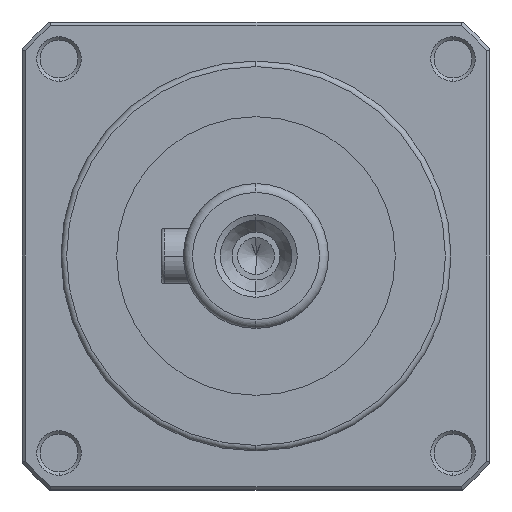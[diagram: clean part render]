
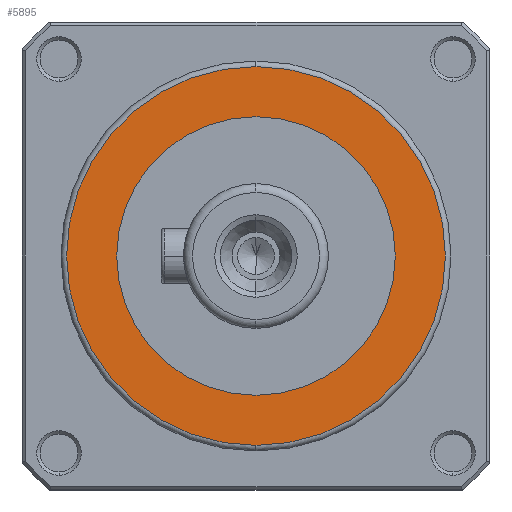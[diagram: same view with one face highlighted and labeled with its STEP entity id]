
A CAD part, left-side view. The second image highlights one B-rep face of the part: STEP entity #5895.
In plain terms, the highlighted planar face has unit normal (-1, 0, 0).
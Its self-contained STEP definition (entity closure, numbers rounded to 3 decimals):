
#315 = CIRCLE ( 'NONE', #3642, 17. ) ;
#830 = AXIS2_PLACEMENT_3D ( 'NONE', #4012, #10240, #5830 ) ;
#2946 = DIRECTION ( 'NONE',  ( -1., 0., 0. ) ) ;
#3110 = AXIS2_PLACEMENT_3D ( 'NONE', #9658, #10543, #3424 ) ;
#3244 = EDGE_CURVE ( 'NONE', #8600, #11489, #6580, .T. ) ;
#3320 = CIRCLE ( 'NONE', #3110, 12.5 ) ;
#3405 = VERTEX_POINT ( 'NONE', #9650 ) ;
#3424 = DIRECTION ( 'NONE',  ( 0., 0., 1. ) ) ;
#3571 = DIRECTION ( 'NONE',  ( -1., 0., 0. ) ) ;
#3642 = AXIS2_PLACEMENT_3D ( 'NONE', #9018, #3571, #8977 ) ;
#4012 = CARTESIAN_POINT ( 'NONE',  ( -71.734, 18.22, 103.3 ) ) ;
#4074 = DIRECTION ( 'NONE',  ( 1., 0., 0. ) ) ;
#4186 = EDGE_CURVE ( 'NONE', #3405, #10998, #4748, .T. ) ;
#4748 = CIRCLE ( 'NONE', #9951, 12.5 ) ;
#5286 = EDGE_CURVE ( 'NONE', #10998, #3405, #3320, .T. ) ;
#5442 = CARTESIAN_POINT ( 'NONE',  ( -71.734, 18.22, 86.3 ) ) ;
#5830 = DIRECTION ( 'NONE',  ( 0., 0., -1. ) ) ;
#5895 = ADVANCED_FACE ( 'NONE', ( #7321, #10530 ), #10186, .F. ) ;
#6542 = ORIENTED_EDGE ( 'NONE', *, *, #3244, .T. ) ;
#6580 = CIRCLE ( 'NONE', #830, 17. ) ;
#6622 = CARTESIAN_POINT ( 'NONE',  ( -71.734, 30.72, 103.3 ) ) ;
#6806 = EDGE_LOOP ( 'NONE', ( #8773, #7626 ) ) ;
#7321 = FACE_OUTER_BOUND ( 'NONE', #8463, .T. ) ;
#7626 = ORIENTED_EDGE ( 'NONE', *, *, #4186, .F. ) ;
#7929 = CARTESIAN_POINT ( 'NONE',  ( -71.734, 18.22, 115.8 ) ) ;
#8410 = DIRECTION ( 'NONE',  ( 0., 0., -1. ) ) ;
#8463 = EDGE_LOOP ( 'NONE', ( #10863, #6542 ) ) ;
#8600 = VERTEX_POINT ( 'NONE', #11059 ) ;
#8773 = ORIENTED_EDGE ( 'NONE', *, *, #5286, .F. ) ;
#8928 = EDGE_CURVE ( 'NONE', #11489, #8600, #315, .T. ) ;
#8977 = DIRECTION ( 'NONE',  ( 0., 0., -1. ) ) ;
#9018 = CARTESIAN_POINT ( 'NONE',  ( -71.734, 18.22, 103.3 ) ) ;
#9115 = CARTESIAN_POINT ( 'NONE',  ( -71.734, 18.22, 103.3 ) ) ;
#9158 = DIRECTION ( 'NONE',  ( 0., 0., 1. ) ) ;
#9240 = AXIS2_PLACEMENT_3D ( 'NONE', #6622, #4074, #8410 ) ;
#9650 = CARTESIAN_POINT ( 'NONE',  ( -71.734, 18.22, 90.8 ) ) ;
#9658 = CARTESIAN_POINT ( 'NONE',  ( -71.734, 18.22, 103.3 ) ) ;
#9951 = AXIS2_PLACEMENT_3D ( 'NONE', #9115, #2946, #9158 ) ;
#10186 = PLANE ( 'NONE',  #9240 ) ;
#10240 = DIRECTION ( 'NONE',  ( -1., 0., 0. ) ) ;
#10530 = FACE_BOUND ( 'NONE', #6806, .T. ) ;
#10543 = DIRECTION ( 'NONE',  ( -1., 0., 0. ) ) ;
#10863 = ORIENTED_EDGE ( 'NONE', *, *, #8928, .T. ) ;
#10998 = VERTEX_POINT ( 'NONE', #7929 ) ;
#11059 = CARTESIAN_POINT ( 'NONE',  ( -71.734, 18.22, 120.3 ) ) ;
#11489 = VERTEX_POINT ( 'NONE', #5442 ) ;
